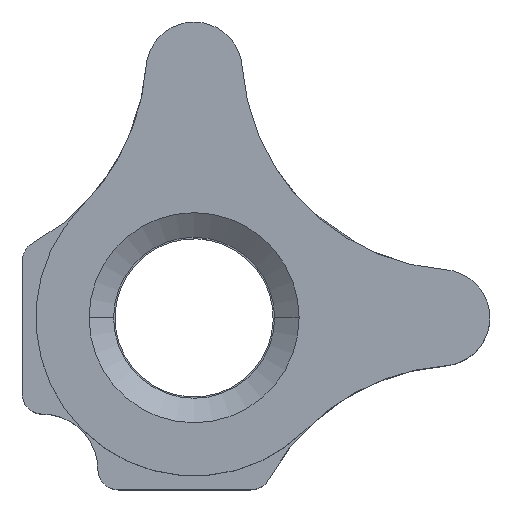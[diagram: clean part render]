
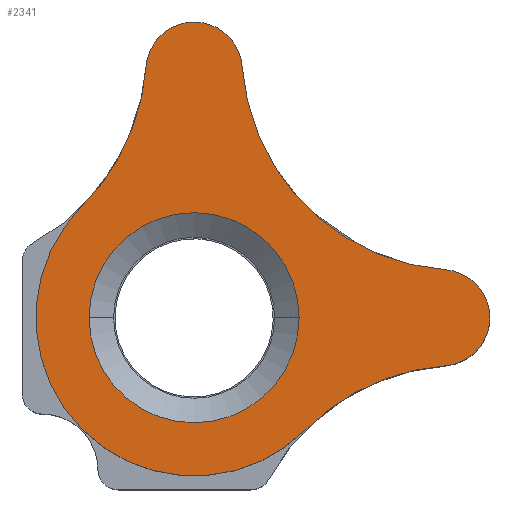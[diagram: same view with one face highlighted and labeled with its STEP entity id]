
A CAD part, top view. The second image highlights one B-rep face of the part: STEP entity #2341.
In plain terms, the highlighted planar face has unit normal (0, 0, 1).
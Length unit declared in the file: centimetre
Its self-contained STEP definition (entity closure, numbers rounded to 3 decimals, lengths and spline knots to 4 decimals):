
#31 = CIRCLE ( 'NONE', #2064, 1.527 ) ;
#151 = EDGE_CURVE ( 'NONE', #4529, #4483, #31, .T. ) ;
#191 = EDGE_CURVE ( 'NONE', #5043, #5024, #286, .T. ) ;
#286 = CIRCLE ( 'NONE', #2049, 0.7 ) ;
#408 = EDGE_LOOP ( 'NONE', ( #4855, #4721, #4314, #4633, #4692, #4357, #4821 ) ) ;
#646 = EDGE_LOOP ( 'NONE', ( #4568, #4588 ) ) ;
#971 = EDGE_CURVE ( 'NONE', #4688, #4678, #3020, .T. ) ;
#977 = EDGE_CURVE ( 'NONE', #5024, #4614, #3042, .T. ) ;
#997 = EDGE_CURVE ( 'NONE', #4339, #5043, #2890, .T. ) ;
#999 = EDGE_CURVE ( 'NONE', #4614, #4597, #2957, .T. ) ;
#1029 = AXIS2_PLACEMENT_3D ( 'NONE', #5754, #5749, #5524 ) ;
#1059 = AXIS2_PLACEMENT_3D ( 'NONE', #5514, #5633, #5129 ) ;
#1075 = AXIS2_PLACEMENT_3D ( 'NONE', #5708, #5709, #5711 ) ;
#1104 = AXIS2_PLACEMENT_3D ( 'NONE', #4235, #4234, #4238 ) ;
#1123 = FACE_OUTER_BOUND ( 'NONE', #408, .T. ) ;
#1127 = FACE_BOUND ( 'NONE', #646, .T. ) ;
#1323 = CIRCLE ( 'NONE', #1029, 1.527 ) ;
#1380 = CIRCLE ( 'NONE', #1075, 3.2 ) ;
#1381 = CIRCLE ( 'NONE', #1059, 3.2 ) ;
#1638 = AXIS2_PLACEMENT_3D ( 'NONE', #4155, #4034, #4213 ) ;
#1725 = AXIS2_PLACEMENT_3D ( 'NONE', #4151, #4209, #4183 ) ;
#1737 = AXIS2_PLACEMENT_3D ( 'NONE', #4148, #4201, #4028 ) ;
#1743 = AXIS2_PLACEMENT_3D ( 'NONE', #4054, #4115, #4081 ) ;
#2049 = AXIS2_PLACEMENT_3D ( 'NONE', #3823, #3545, #3800 ) ;
#2064 = AXIS2_PLACEMENT_3D ( 'NONE', #3860, #3076, #3531 ) ;
#2341 = ADVANCED_FACE ( 'NONE', ( #1123, #1127 ), #4239, .T. ) ;
#2455 = EDGE_CURVE ( 'NONE', #4678, #4339, #1380, .T. ) ;
#2462 = EDGE_CURVE ( 'NONE', #4483, #4529, #1323, .T. ) ;
#2469 = EDGE_CURVE ( 'NONE', #4597, #4688, #1381, .T. ) ;
#2890 = CIRCLE ( 'NONE', #1737, 0.7 ) ;
#2957 = CIRCLE ( 'NONE', #1743, 2.3 ) ;
#3020 = CIRCLE ( 'NONE', #1638, 0.7 ) ;
#3042 = CIRCLE ( 'NONE', #1725, 3.2 ) ;
#3076 = DIRECTION ( 'NONE',  ( 0., 0., -1. ) ) ;
#3531 = DIRECTION ( 'NONE',  ( -1., 0., 0. ) ) ;
#3545 = DIRECTION ( 'NONE',  ( 0., 0., -1. ) ) ;
#3800 = DIRECTION ( 'NONE',  ( 1., 0., 0. ) ) ;
#3823 = CARTESIAN_POINT ( 'NONE',  ( 3.2859, -0.4406, 1.8 ) ) ;
#3860 = CARTESIAN_POINT ( 'NONE',  ( -0.3141, -0.4406, 1.8 ) ) ;
#4028 = DIRECTION ( 'NONE',  ( 1., 0., 0. ) ) ;
#4034 = DIRECTION ( 'NONE',  ( 0., 0., -1. ) ) ;
#4054 = CARTESIAN_POINT ( 'NONE',  ( -0.3141, -0.4406, 1.8 ) ) ;
#4081 = DIRECTION ( 'NONE',  ( -1., 0., 0. ) ) ;
#4115 = DIRECTION ( 'NONE',  ( 0., 0., -1. ) ) ;
#4148 = CARTESIAN_POINT ( 'NONE',  ( 3.2859, -0.4406, 1.8 ) ) ;
#4151 = CARTESIAN_POINT ( 'NONE',  ( 3.5748, -4.3299, 1.8 ) ) ;
#4155 = CARTESIAN_POINT ( 'NONE',  ( -0.3141, 3.1594, 1.8 ) ) ;
#4183 = DIRECTION ( 'NONE',  ( 1., 0., 0. ) ) ;
#4201 = DIRECTION ( 'NONE',  ( 0., 0., -1. ) ) ;
#4209 = DIRECTION ( 'NONE',  ( 0., 0., 1. ) ) ;
#4213 = DIRECTION ( 'NONE',  ( -1., 0., 0. ) ) ;
#4234 = DIRECTION ( 'NONE',  ( 0., 0., 1. ) ) ;
#4235 = CARTESIAN_POINT ( 'NONE',  ( 1.6304, -2.3853, 1.8 ) ) ;
#4238 = DIRECTION ( 'NONE',  ( 1., 0., 0. ) ) ;
#4239 = PLANE ( 'NONE',  #1104 ) ;
#4314 = ORIENTED_EDGE ( 'NONE', *, *, #997, .F. ) ;
#4339 = VERTEX_POINT ( 'NONE', #5414 ) ;
#4357 = ORIENTED_EDGE ( 'NONE', *, *, #2469, .F. ) ;
#4483 = VERTEX_POINT ( 'NONE', #5355 ) ;
#4529 = VERTEX_POINT ( 'NONE', #5368 ) ;
#4568 = ORIENTED_EDGE ( 'NONE', *, *, #151, .T. ) ;
#4588 = ORIENTED_EDGE ( 'NONE', *, *, #2462, .T. ) ;
#4597 = VERTEX_POINT ( 'NONE', #5159 ) ;
#4614 = VERTEX_POINT ( 'NONE', #5167 ) ;
#4633 = ORIENTED_EDGE ( 'NONE', *, *, #2455, .F. ) ;
#4678 = VERTEX_POINT ( 'NONE', #5205 ) ;
#4688 = VERTEX_POINT ( 'NONE', #5211 ) ;
#4692 = ORIENTED_EDGE ( 'NONE', *, *, #971, .F. ) ;
#4721 = ORIENTED_EDGE ( 'NONE', *, *, #191, .F. ) ;
#4821 = ORIENTED_EDGE ( 'NONE', *, *, #999, .F. ) ;
#4855 = ORIENTED_EDGE ( 'NONE', *, *, #977, .F. ) ;
#5024 = VERTEX_POINT ( 'NONE', #5081 ) ;
#5043 = VERTEX_POINT ( 'NONE', #5082 ) ;
#5081 = CARTESIAN_POINT ( 'NONE',  ( 3.3378, -1.1387, 1.8 ) ) ;
#5082 = CARTESIAN_POINT ( 'NONE',  ( 3.9859, -0.4406, 1.8 ) ) ;
#5129 = DIRECTION ( 'NONE',  ( -1., 0., 0. ) ) ;
#5159 = CARTESIAN_POINT ( 'NONE',  ( -1.9405, 1.1856, 1.8 ) ) ;
#5167 = CARTESIAN_POINT ( 'NONE',  ( 1.3122, -2.0671, 1.8 ) ) ;
#5205 = CARTESIAN_POINT ( 'NONE',  ( 0.384, 3.2113, 1.8 ) ) ;
#5211 = CARTESIAN_POINT ( 'NONE',  ( -1.0122, 3.2112, 1.8 ) ) ;
#5355 = CARTESIAN_POINT ( 'NONE',  ( -1.8411, -0.4406, 1.8 ) ) ;
#5368 = CARTESIAN_POINT ( 'NONE',  ( 1.2129, -0.4406, 1.8 ) ) ;
#5414 = CARTESIAN_POINT ( 'NONE',  ( 3.3378, 0.2574, 1.8 ) ) ;
#5514 = CARTESIAN_POINT ( 'NONE',  ( -4.2034, 3.4482, 1.8 ) ) ;
#5524 = DIRECTION ( 'NONE',  ( -1., 0., 0. ) ) ;
#5633 = DIRECTION ( 'NONE',  ( 0., 0., 1. ) ) ;
#5708 = CARTESIAN_POINT ( 'NONE',  ( 3.5752, 3.4486, 1.8 ) ) ;
#5709 = DIRECTION ( 'NONE',  ( 0., 0., 1. ) ) ;
#5711 = DIRECTION ( 'NONE',  ( -1., 0., 0. ) ) ;
#5749 = DIRECTION ( 'NONE',  ( 0., 0., -1. ) ) ;
#5754 = CARTESIAN_POINT ( 'NONE',  ( -0.3141, -0.4406, 1.8 ) ) ;
